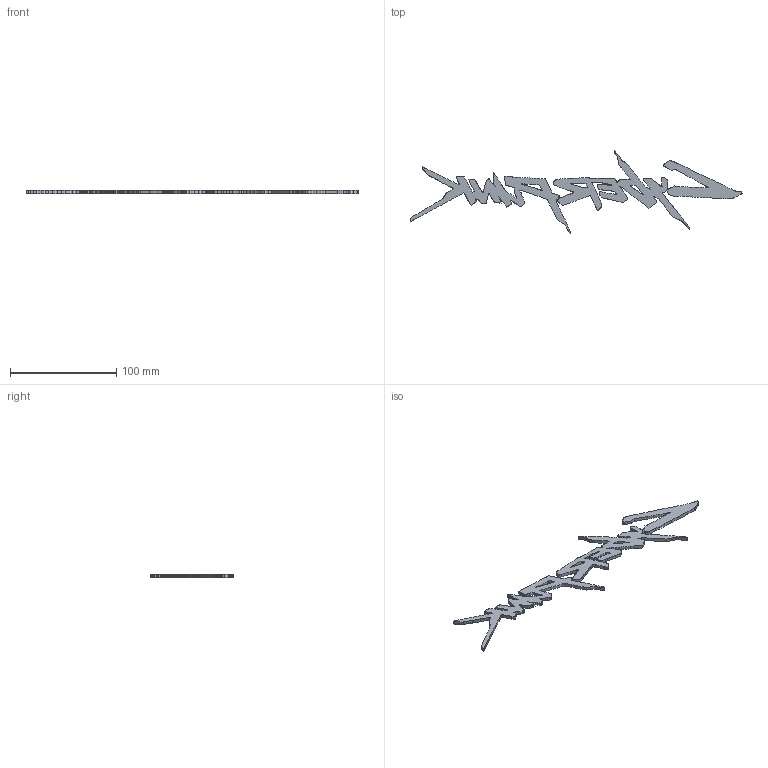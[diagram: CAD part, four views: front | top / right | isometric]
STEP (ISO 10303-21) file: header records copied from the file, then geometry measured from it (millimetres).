
FILE_DESCRIPTION(('HOOPS Exchange Step'),'2;1');
FILE_NAME('temp_export','2024-05-30T03:47:18+02:00',('juanj'),('Shapr3D Limited'),'HOOPS Exchange 2024.2','Shapr3D','Authorized');
FILE_SCHEMA( ('AUTOMOTIVE_DESIGN { 1 0 10303 214 1 1 1 1 }') );
Length unit declared in the file: millimetre
Products named in the file (1): Back Logo
Bounding box: 311.82 x 77.21 x 3 mm (x, y, z)
Volume: 15855.6 mm3; surface area: 15345.1 mm2
Topology: 1 solids, 1 shells, 805 faces, 2409 edges, 1606 vertices
Faces by surface type: cylinder 728, plane 65, bspline 12
Entity records: 28240 total; most frequent: DIRECTION 5429, CARTESIAN_POINT 5154, ORIENTED_EDGE 4818, EDGE_CURVE 2409, AXIS2_PLACEMENT_3D 2250, VERTEX_POINT 1606, CIRCLE 1456, VECTOR 929
